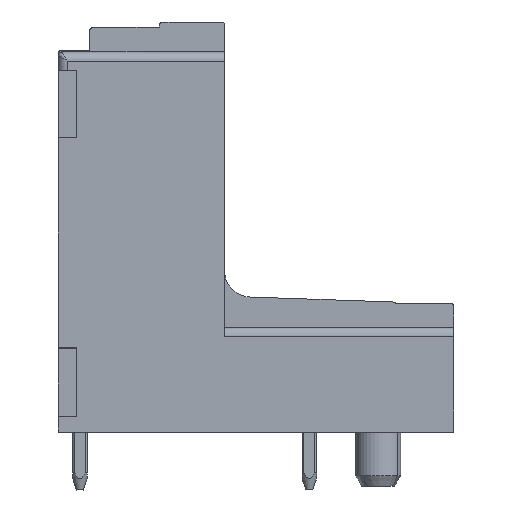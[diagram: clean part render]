
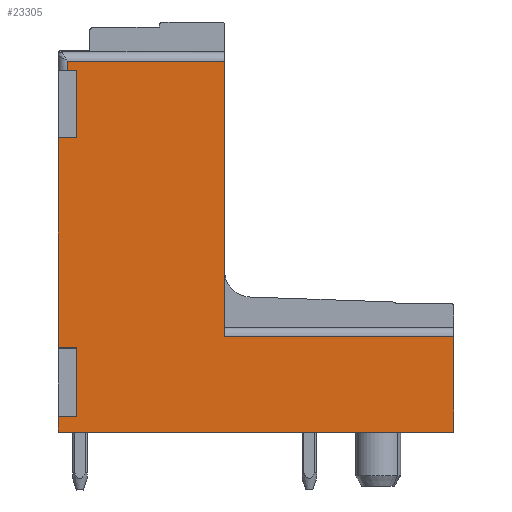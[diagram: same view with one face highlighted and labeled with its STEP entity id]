
A CAD part, left-side view. The second image highlights one B-rep face of the part: STEP entity #23305.
In plain terms, the highlighted planar face has unit normal (-1, 0, 0).
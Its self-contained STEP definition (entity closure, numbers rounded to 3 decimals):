
#23287=AXIS2_PLACEMENT_3D('Plane Axis2P3D',#23284,#23285,#23286) ;
#150=CARTESIAN_POINT('Vertex',(0.,21.9,3.2)) ;
#642=CARTESIAN_POINT('Vertex',(0.,0.,3.2)) ;
#645=CARTESIAN_POINT('Line Origine',(0.,10.95,3.2)) ;
#976=CARTESIAN_POINT('Line Origine',(0.,21.9,3.635)) ;
#980=CARTESIAN_POINT('Vertex',(0.,21.9,4.07)) ;
#1050=CARTESIAN_POINT('Vertex',(0.,21.9,7.89)) ;
#1053=CARTESIAN_POINT('Line Origine',(0.,21.9,13.695)) ;
#1057=CARTESIAN_POINT('Vertex',(0.,21.9,19.5)) ;
#2164=CARTESIAN_POINT('Vertex',(0.,12.7,23.74)) ;
#2167=CARTESIAN_POINT('Line Origine',(0.,12.7,16.12)) ;
#2171=CARTESIAN_POINT('Vertex',(0.,12.7,8.5)) ;
#3580=CARTESIAN_POINT('Vertex',(0.,0.,8.5)) ;
#3583=CARTESIAN_POINT('Line Origine',(0.,0.,5.85)) ;
#10898=CARTESIAN_POINT('Vertex',(0.,21.4,23.74)) ;
#18700=CARTESIAN_POINT('Line Origine',(0.,21.4,13.72)) ;
#18704=CARTESIAN_POINT('Vertex',(0.,21.4,23.24)) ;
#18724=CARTESIAN_POINT('Line Origine',(0.,10.95,23.74)) ;
#18736=CARTESIAN_POINT('Line Origine',(0.,21.4,4.07)) ;
#18740=CARTESIAN_POINT('Vertex',(0.,20.9,4.07)) ;
#18758=CARTESIAN_POINT('Line Origine',(0.,20.9,5.98)) ;
#18762=CARTESIAN_POINT('Vertex',(0.,20.9,7.89)) ;
#18777=CARTESIAN_POINT('Line Origine',(0.,21.4,7.89)) ;
#18789=CARTESIAN_POINT('Line Origine',(0.,21.4,19.5)) ;
#18793=CARTESIAN_POINT('Vertex',(0.,20.9,19.5)) ;
#18811=CARTESIAN_POINT('Line Origine',(0.,20.9,21.37)) ;
#18815=CARTESIAN_POINT('Vertex',(0.,20.9,23.24)) ;
#18830=CARTESIAN_POINT('Line Origine',(0.,21.15,23.24)) ;
#22902=CARTESIAN_POINT('Line Origine',(0.,10.95,8.5)) ;
#23284=CARTESIAN_POINT('Axis2P3D Location',(0.,0.,0.)) ;
#646=DIRECTION('Vector Direction',(0.,1.,0.)) ;
#977=DIRECTION('Vector Direction',(0.,0.,1.)) ;
#1054=DIRECTION('Vector Direction',(0.,0.,1.)) ;
#2168=DIRECTION('Vector Direction',(0.,0.,-1.)) ;
#3584=DIRECTION('Vector Direction',(0.,0.,-1.)) ;
#18701=DIRECTION('Vector Direction',(0.,0.,-1.)) ;
#18725=DIRECTION('Vector Direction',(0.,-1.,0.)) ;
#18737=DIRECTION('Vector Direction',(0.,-1.,0.)) ;
#18759=DIRECTION('Vector Direction',(0.,0.,-1.)) ;
#18778=DIRECTION('Vector Direction',(0.,1.,0.)) ;
#18790=DIRECTION('Vector Direction',(0.,-1.,0.)) ;
#18812=DIRECTION('Vector Direction',(0.,0.,-1.)) ;
#18831=DIRECTION('Vector Direction',(0.,1.,0.)) ;
#22903=DIRECTION('Vector Direction',(0.,-1.,0.)) ;
#23285=DIRECTION('Axis2P3D Direction',(-1.,0.,0.)) ;
#23286=DIRECTION('Axis2P3D XDirection',(0.,-1.,0.)) ;
#647=VECTOR('Line Direction',#646,1.) ;
#978=VECTOR('Line Direction',#977,1.) ;
#1055=VECTOR('Line Direction',#1054,1.) ;
#2169=VECTOR('Line Direction',#2168,1.) ;
#3585=VECTOR('Line Direction',#3584,1.) ;
#18702=VECTOR('Line Direction',#18701,1.) ;
#18726=VECTOR('Line Direction',#18725,1.) ;
#18738=VECTOR('Line Direction',#18737,1.) ;
#18760=VECTOR('Line Direction',#18759,1.) ;
#18779=VECTOR('Line Direction',#18778,1.) ;
#18791=VECTOR('Line Direction',#18790,1.) ;
#18813=VECTOR('Line Direction',#18812,1.) ;
#18832=VECTOR('Line Direction',#18831,1.) ;
#22904=VECTOR('Line Direction',#22903,1.) ;
#23290=ORIENTED_EDGE('',*,*,#18834,.T.) ;
#23291=ORIENTED_EDGE('',*,*,#18817,.T.) ;
#23292=ORIENTED_EDGE('',*,*,#18795,.T.) ;
#23293=ORIENTED_EDGE('',*,*,#1059,.T.) ;
#23294=ORIENTED_EDGE('',*,*,#18781,.T.) ;
#23295=ORIENTED_EDGE('',*,*,#18764,.T.) ;
#23296=ORIENTED_EDGE('',*,*,#18742,.T.) ;
#23297=ORIENTED_EDGE('',*,*,#982,.T.) ;
#23298=ORIENTED_EDGE('',*,*,#649,.T.) ;
#23299=ORIENTED_EDGE('',*,*,#3587,.T.) ;
#23300=ORIENTED_EDGE('',*,*,#22906,.T.) ;
#23301=ORIENTED_EDGE('',*,*,#2173,.F.) ;
#23302=ORIENTED_EDGE('',*,*,#18728,.T.) ;
#23303=ORIENTED_EDGE('',*,*,#18706,.T.) ;
#23305=ADVANCED_FACE('HOUSING',(#23304),#23288,.T.) ;
#649=EDGE_CURVE('',#151,#643,#648,.F.) ;
#982=EDGE_CURVE('',#981,#151,#979,.F.) ;
#1059=EDGE_CURVE('',#1058,#1051,#1056,.F.) ;
#2173=EDGE_CURVE('',#2165,#2172,#2170,.T.) ;
#3587=EDGE_CURVE('',#643,#3581,#3586,.F.) ;
#18706=EDGE_CURVE('',#10899,#18705,#18703,.T.) ;
#18728=EDGE_CURVE('',#2165,#10899,#18727,.F.) ;
#18742=EDGE_CURVE('',#18741,#981,#18739,.F.) ;
#18764=EDGE_CURVE('',#18763,#18741,#18761,.T.) ;
#18781=EDGE_CURVE('',#1051,#18763,#18780,.F.) ;
#18795=EDGE_CURVE('',#18794,#1058,#18792,.F.) ;
#18817=EDGE_CURVE('',#18816,#18794,#18814,.T.) ;
#18834=EDGE_CURVE('',#18705,#18816,#18833,.F.) ;
#22906=EDGE_CURVE('',#3581,#2172,#22905,.F.) ;
#23289=EDGE_LOOP('',(#23290,#23291,#23292,#23293,#23294,#23295,#23296,#23297,#23298,#23299,#23300,#23301,#23302,#23303)) ;
#23304=FACE_OUTER_BOUND('',#23289,.T.) ;
#648=LINE('Line',#645,#647) ;
#979=LINE('Line',#976,#978) ;
#1056=LINE('Line',#1053,#1055) ;
#2170=LINE('Line',#2167,#2169) ;
#3586=LINE('Line',#3583,#3585) ;
#18703=LINE('Line',#18700,#18702) ;
#18727=LINE('Line',#18724,#18726) ;
#18739=LINE('Line',#18736,#18738) ;
#18761=LINE('Line',#18758,#18760) ;
#18780=LINE('Line',#18777,#18779) ;
#18792=LINE('Line',#18789,#18791) ;
#18814=LINE('Line',#18811,#18813) ;
#18833=LINE('Line',#18830,#18832) ;
#22905=LINE('Line',#22902,#22904) ;
#23288=PLANE('',#23287) ;
#151=VERTEX_POINT('',#150) ;
#643=VERTEX_POINT('',#642) ;
#981=VERTEX_POINT('',#980) ;
#1051=VERTEX_POINT('',#1050) ;
#1058=VERTEX_POINT('',#1057) ;
#2165=VERTEX_POINT('',#2164) ;
#2172=VERTEX_POINT('',#2171) ;
#3581=VERTEX_POINT('',#3580) ;
#10899=VERTEX_POINT('',#10898) ;
#18705=VERTEX_POINT('',#18704) ;
#18741=VERTEX_POINT('',#18740) ;
#18763=VERTEX_POINT('',#18762) ;
#18794=VERTEX_POINT('',#18793) ;
#18816=VERTEX_POINT('',#18815) ;
